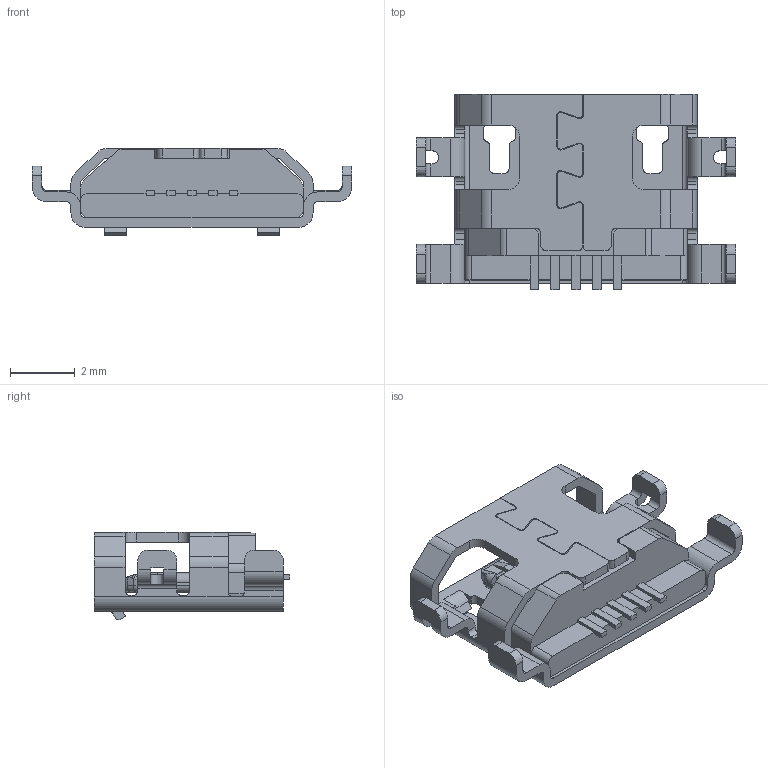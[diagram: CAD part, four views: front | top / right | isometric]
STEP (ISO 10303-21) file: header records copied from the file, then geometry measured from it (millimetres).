
FILE_DESCRIPTION(('CoCreate Modeling STEP Export'),'2;1');
FILE_NAME('010101010-379 沉板1.3 四脚插板无翻边带半边铁片.stp','2017-02-27T 9:00:18',(''),(''),'CoCreate Modeling STEP processor for AP214 (Solid Model)','CoCreate Modeling 16.00 13-May-2008 (C) Parametric Technology GmbH','');
FILE_SCHEMA(('AUTOMOTIVE_DESIGN { 1 0 10303 214 1 1 1 1 }'));
Length unit declared in the file: millimetre
Products named in the file (42): p1.2; p1.1; 1.stp; 05; ASM0001_ASM; 1_6_X2_4FEE653953CD5411_X0_1_2-; ASSY_ASM_205; _X2_53CD5411_X0_1_2-_X2_5E2694C; 05-0561157_B__STP; 05_1; 5_18_X2_4FEE653953CD5411_X0_1_2; _X2_53CD54116C89677F_X0_1_2_STP; _X2_53CD54116C89677F_X0_1_2_X2_; 05-0561157_B_-2_ASM; 05-0561457-BH（A）.stp; 12.stp; 010101010-004.1; 010101010-004.1.1; PLATE; MICRO_2_1_ASM; 010101010-362沉板2.1带半边铁片.stp; 改后-沉板1.6带铁片.1; .stp.1; p1; 沉板1.3_四脚插板_无翻边.stp
Assembly tree (41 placements, depth 13):
  沉板1.3_四脚插板_无翻边.stp
    p1
  .stp.1
      1.stp
    改后-沉板1.6带铁片.1
      010101010-362沉板2.1带半边铁片.stp
        MICRO_2_1_ASM
          PLATE
      010101010-004.1.1
        05
      010101010-004.1
        05-0561457-BH（A）.stp
          05-0561157_B_-2_ASM
            12.stp
              05-0561457-BH（A）.stp
                05-0561157_B_-2_ASM
                  _X2_53CD54116C89677F_X0_1_2_X2_
            _X2_53CD54116C89677F_X0_1_2_X2_
              _X2_53CD54116C89677F_X0_1_2_STP
                5_18_X2_4FEE653953CD5411_X0_1_2
                  05_1
                  ASM0001_ASM
              05-0561157_B__STP
                _X2_53CD5411_X0_1_2-_X2_5E2694C
                  ASM0001_ASM
              1_6_X2_4FEE653953CD5411_X0_1_2-
                ASM0001_ASM
        05
    1.stp
    p1.1
    p1.2
Bounding box: 9.9 x 6.05 x 2.7 mm (x, y, z)
Volume: 0.5 mm3; surface area: 289.7 mm2
Topology: 1 solids, 33 shells, 869 faces, 2479 edges, 1602 vertices
Faces by surface type: plane 543, cylinder 297, cone 12, torus 8, bspline 6, extrusion 3
Entity records: 28797 total; most frequent: CARTESIAN_POINT 5565, ORIENTED_EDGE 4947, DIRECTION 4470, EDGE_CURVE 2475, VECTOR 1696, LINE 1693, VERTEX_POINT 1602, AXIS2_PLACEMENT_3D 1387
